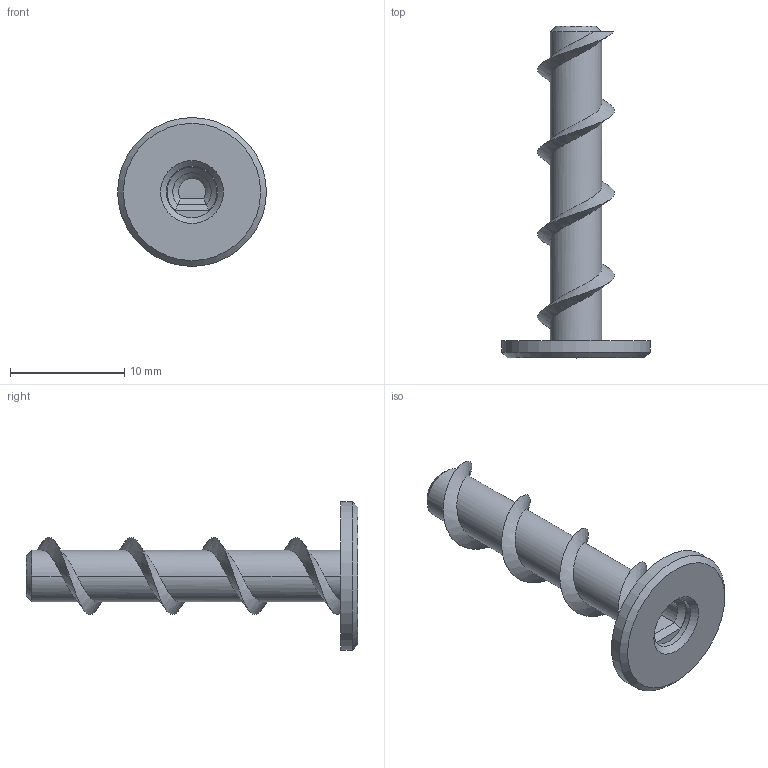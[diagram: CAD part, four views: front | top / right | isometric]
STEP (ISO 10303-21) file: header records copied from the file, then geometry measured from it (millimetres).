
FILE_DESCRIPTION(/* description */ (''),/* implementation_level */ '2;1');
FILE_NAME(/* name */ 'Tornillo v1 v1.step',/* time_stamp */ '2018-05-30T17:13:30-05:00',/* author */ (''),/* organization */ (''),/* preprocessor_version */ 'ST-DEVELOPER v17',/* originating_system */ 'Autodesk Translation Framework v7.1.0.215',/* authorisation */ '');
FILE_SCHEMA (('AUTOMOTIVE_DESIGN { 1 0 10303 214 3 1 1 }'));
Length unit declared in the file: millimetre
Products named in the file (1): Tornillo v1
Bounding box: 13 x 29 x 13 mm (x, y, z)
Volume: 570.3 mm3; surface area: 929.1 mm2
Topology: 1 solids, 1 shells, 25 faces, 52 edges, 32 vertices
Faces by surface type: cylinder 9, plane 9, cone 5, bspline 2
Full cylindrical faces by diameter (mm): 4.5 x5, 13 x1
Entity records: 1147 total; most frequent: CARTESIAN_POINT 613, ORIENTED_EDGE 104, DIRECTION 98, EDGE_CURVE 52, AXIS2_PLACEMENT_3D 41, VERTEX_POINT 32, EDGE_LOOP 28, FACE_OUTER_BOUND 25
